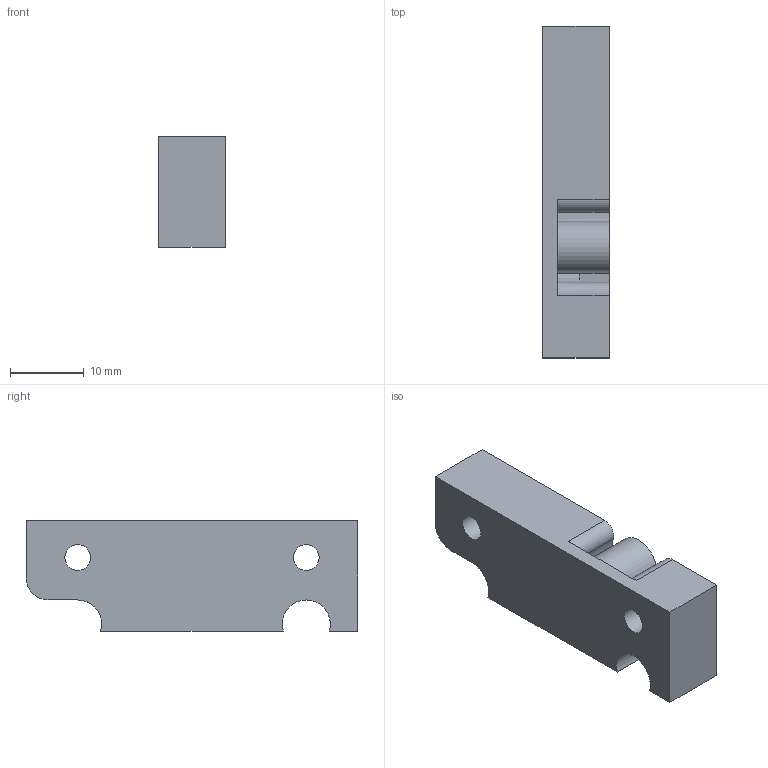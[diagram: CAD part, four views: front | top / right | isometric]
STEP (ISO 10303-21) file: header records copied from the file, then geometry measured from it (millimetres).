
FILE_DESCRIPTION(/* description */ (''),/* implementation_level */ '2;1');
FILE_NAME(/* name */ 'Belt Holder loose.step',/* time_stamp */ '2024-04-27T14:27:12+02:00',/* author */ (''),/* organization */ (''),/* preprocessor_version */ 'ST-DEVELOPER v20',/* originating_system */ 'Autodesk Translation Framework v12.20.1.177',/* authorisation */ '');
FILE_SCHEMA (('AUTOMOTIVE_DESIGN { 1 0 10303 214 3 1 1 }'));
Length unit declared in the file: millimetre
Products named in the file (1): Belt Holder
Bounding box: 9 x 45 x 15 mm (x, y, z)
Volume: 4271.2 mm3; surface area: 2958.8 mm2
Topology: 1 solids, 1 shells, 36 faces, 102 edges, 67 vertices
Faces by surface type: plane 21, cylinder 13, bspline 2
Full cylindrical faces by diameter (mm): 3.5 x2, 7 x1
Entity records: 1303 total; most frequent: CARTESIAN_POINT 325, ORIENTED_EDGE 200, DIRECTION 193, EDGE_CURVE 100, VERTEX_POINT 66, LINE 65, VECTOR 65, AXIS2_PLACEMENT_3D 64
